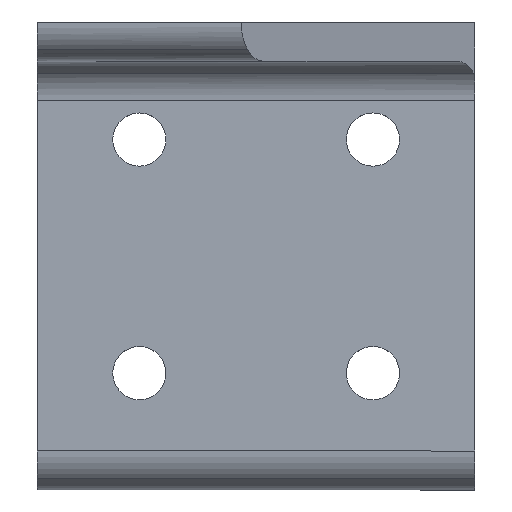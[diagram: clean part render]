
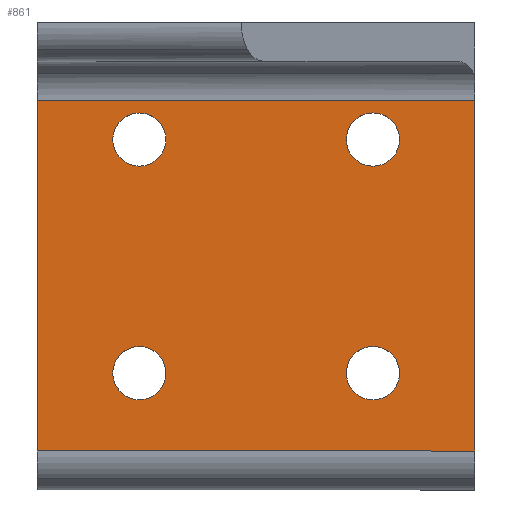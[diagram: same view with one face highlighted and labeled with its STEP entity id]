
A CAD part, top view. The second image highlights one B-rep face of the part: STEP entity #861.
In plain terms, the highlighted planar face has unit normal (0, 0, 1).
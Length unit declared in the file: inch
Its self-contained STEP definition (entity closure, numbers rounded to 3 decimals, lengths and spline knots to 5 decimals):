
#145=CARTESIAN_POINT('',(1.405,-2.75,0.25));
#146=VERTEX_POINT('',#145);
#154=CARTESIAN_POINT('',(-1.405,-2.75,0.25));
#155=VERTEX_POINT('',#154);
#156=CARTESIAN_POINT('',(1.405,-2.75,0.25));
#157=DIRECTION('',(-1.0,0.0,0.0));
#158=VECTOR('',#157,2.81);
#159=LINE('',#156,#158);
#160=EDGE_CURVE('',#146,#155,#159,.T.);
#345=CARTESIAN_POINT('',(0.922,-2.25,0.25));
#346=VERTEX_POINT('',#345);
#355=CARTESIAN_POINT('',(0.58,-2.25,0.25));
#356=VERTEX_POINT('',#355);
#357=CARTESIAN_POINT('',(0.751,-2.25,0.25));
#358=DIRECTION('',(0.0,0.0,-1.0));
#359=DIRECTION('',(1.0,0.0,0.0));
#360=AXIS2_PLACEMENT_3D('',#357,#358,#359);
#361=CIRCLE('',#360,0.171);
#362=EDGE_CURVE('',#356,#346,#361,.T.);
#387=CARTESIAN_POINT('',(0.922,-0.75,0.25));
#388=VERTEX_POINT('',#387);
#397=CARTESIAN_POINT('',(0.58,-0.75,0.25));
#398=VERTEX_POINT('',#397);
#399=CARTESIAN_POINT('',(0.751,-0.75,0.25));
#400=DIRECTION('',(0.0,0.0,-1.0));
#401=DIRECTION('',(1.0,0.0,0.0));
#402=AXIS2_PLACEMENT_3D('',#399,#400,#401);
#403=CIRCLE('',#402,0.171);
#404=EDGE_CURVE('',#398,#388,#403,.T.);
#429=CARTESIAN_POINT('',(-0.578,-0.75,0.25));
#430=VERTEX_POINT('',#429);
#439=CARTESIAN_POINT('',(-0.92,-0.75,0.25));
#440=VERTEX_POINT('',#439);
#441=CARTESIAN_POINT('',(-0.749,-0.75,0.25));
#442=DIRECTION('',(0.0,0.0,-1.0));
#443=DIRECTION('',(1.0,0.0,0.0));
#444=AXIS2_PLACEMENT_3D('',#441,#442,#443);
#445=CIRCLE('',#444,0.171);
#446=EDGE_CURVE('',#440,#430,#445,.T.);
#471=CARTESIAN_POINT('',(-0.578,-2.25,0.25));
#472=VERTEX_POINT('',#471);
#481=CARTESIAN_POINT('',(-0.92,-2.25,0.25));
#482=VERTEX_POINT('',#481);
#483=CARTESIAN_POINT('',(-0.749,-2.25,0.25));
#484=DIRECTION('',(0.0,0.0,-1.0));
#485=DIRECTION('',(1.0,0.0,0.0));
#486=AXIS2_PLACEMENT_3D('',#483,#484,#485);
#487=CIRCLE('',#486,0.171);
#488=EDGE_CURVE('',#482,#472,#487,.T.);
#522=CARTESIAN_POINT('',(-0.749,-2.25,0.25));
#523=DIRECTION('',(0.0,0.0,-1.0));
#524=DIRECTION('',(1.0,0.0,0.0));
#525=AXIS2_PLACEMENT_3D('',#522,#523,#524);
#526=CIRCLE('',#525,0.171);
#527=EDGE_CURVE('',#472,#482,#526,.T.);
#546=CARTESIAN_POINT('',(-0.749,-0.75,0.25));
#547=DIRECTION('',(0.0,0.0,-1.0));
#548=DIRECTION('',(1.0,0.0,0.0));
#549=AXIS2_PLACEMENT_3D('',#546,#547,#548);
#550=CIRCLE('',#549,0.171);
#551=EDGE_CURVE('',#430,#440,#550,.T.);
#570=CARTESIAN_POINT('',(0.751,-0.75,0.25));
#571=DIRECTION('',(0.0,0.0,-1.0));
#572=DIRECTION('',(1.0,0.0,0.0));
#573=AXIS2_PLACEMENT_3D('',#570,#571,#572);
#574=CIRCLE('',#573,0.171);
#575=EDGE_CURVE('',#388,#398,#574,.T.);
#594=CARTESIAN_POINT('',(0.751,-2.25,0.25));
#595=DIRECTION('',(0.0,0.0,-1.0));
#596=DIRECTION('',(1.0,0.0,0.0));
#597=AXIS2_PLACEMENT_3D('',#594,#595,#596);
#598=CIRCLE('',#597,0.171);
#599=EDGE_CURVE('',#346,#356,#598,.T.);
#796=CARTESIAN_POINT('',(-1.405,-0.5,0.25));
#797=VERTEX_POINT('',#796);
#805=CARTESIAN_POINT('',(1.405,-0.5,0.25));
#806=VERTEX_POINT('',#805);
#807=CARTESIAN_POINT('',(1.405,-0.5,0.25));
#808=DIRECTION('',(-1.0,0.0,0.0));
#809=VECTOR('',#808,2.81);
#810=LINE('',#807,#809);
#811=EDGE_CURVE('',#806,#797,#810,.T.);
#824=CARTESIAN_POINT('',(1.405,-0.5,0.25));
#825=DIRECTION('',(0.0,0.0,1.0));
#826=DIRECTION('',(1.0,0.0,0.0));
#827=AXIS2_PLACEMENT_3D('',#824,#825,#826);
#828=PLANE('',#827);
#829=CARTESIAN_POINT('',(-1.405,-0.5,0.25));
#830=DIRECTION('',(0.0,-1.0,0.0));
#831=VECTOR('',#830,2.25);
#832=LINE('',#829,#831);
#833=EDGE_CURVE('',#797,#155,#832,.T.);
#834=ORIENTED_EDGE('',*,*,#833,.T.);
#835=ORIENTED_EDGE('',*,*,#160,.F.);
#836=CARTESIAN_POINT('',(1.405,-0.5,0.25));
#837=DIRECTION('',(0.0,-1.0,0.0));
#838=VECTOR('',#837,2.25);
#839=LINE('',#836,#838);
#840=EDGE_CURVE('',#806,#146,#839,.T.);
#841=ORIENTED_EDGE('',*,*,#840,.F.);
#842=ORIENTED_EDGE('',*,*,#811,.T.);
#843=EDGE_LOOP('',(#834,#835,#841,#842));
#844=FACE_OUTER_BOUND('',#843,.T.);
#845=ORIENTED_EDGE('',*,*,#527,.T.);
#846=ORIENTED_EDGE('',*,*,#488,.T.);
#847=EDGE_LOOP('',(#845,#846));
#848=FACE_BOUND('',#847,.T.);
#849=ORIENTED_EDGE('',*,*,#551,.T.);
#850=ORIENTED_EDGE('',*,*,#446,.T.);
#851=EDGE_LOOP('',(#849,#850));
#852=FACE_BOUND('',#851,.T.);
#853=ORIENTED_EDGE('',*,*,#575,.T.);
#854=ORIENTED_EDGE('',*,*,#404,.T.);
#855=EDGE_LOOP('',(#853,#854));
#856=FACE_BOUND('',#855,.T.);
#857=ORIENTED_EDGE('',*,*,#599,.T.);
#858=ORIENTED_EDGE('',*,*,#362,.T.);
#859=EDGE_LOOP('',(#857,#858));
#860=FACE_BOUND('',#859,.T.);
#861=ADVANCED_FACE('',(#844,#848,#852,#856,#860),#828,.T.);
